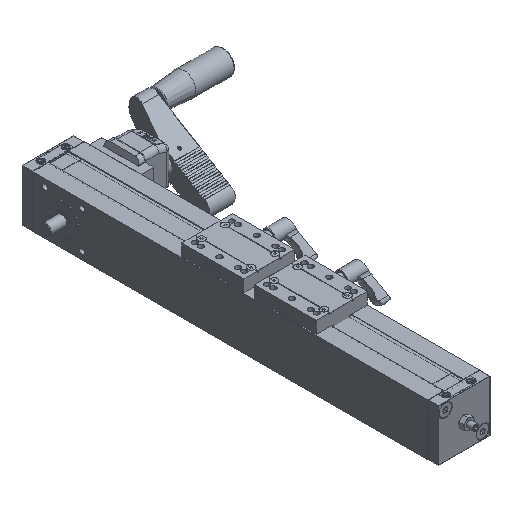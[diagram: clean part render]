
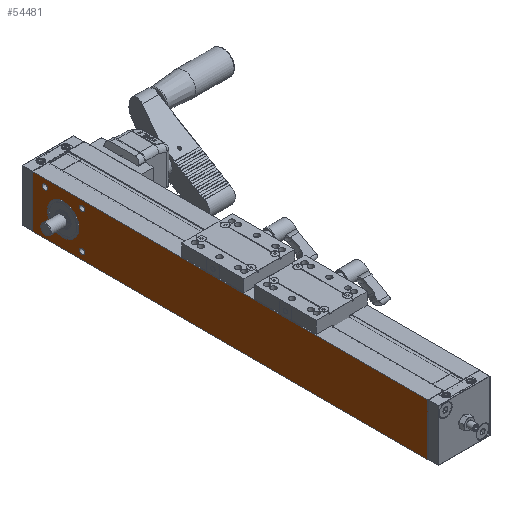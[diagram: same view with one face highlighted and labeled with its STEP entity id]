
A CAD part, isometric view. The second image highlights one B-rep face of the part: STEP entity #54481.
In plain terms, the highlighted planar face has unit normal (-1, 0, 0).
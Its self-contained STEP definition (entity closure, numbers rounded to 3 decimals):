
#671=LINE('',#74185,#5152);
#673=LINE('',#74189,#5154);
#675=LINE('',#74193,#5156);
#677=LINE('',#74197,#5158);
#5152=VECTOR('',#61632,1000.);
#5154=VECTOR('',#61636,1000.);
#5156=VECTOR('',#61640,1000.);
#5158=VECTOR('',#61644,1000.);
#10902=ORIENTED_EDGE('',*,*,#23003,.T.);
#10903=ORIENTED_EDGE('',*,*,#23242,.T.);
#10904=ORIENTED_EDGE('',*,*,#23241,.T.);
#10905=ORIENTED_EDGE('',*,*,#23240,.T.);
#10906=ORIENTED_EDGE('',*,*,#23239,.T.);
#10907=ORIENTED_EDGE('',*,*,#23238,.F.);
#10908=ORIENTED_EDGE('',*,*,#23236,.F.);
#10909=ORIENTED_EDGE('',*,*,#23234,.T.);
#10910=ORIENTED_EDGE('',*,*,#23232,.T.);
#23003=EDGE_CURVE('',#29290,#29290,#33472,.T.);
#23232=EDGE_CURVE('',#29463,#29462,#671,.T.);
#23234=EDGE_CURVE('',#29464,#29463,#673,.T.);
#23236=EDGE_CURVE('',#29464,#29465,#675,.T.);
#23238=EDGE_CURVE('',#29465,#29462,#677,.T.);
#23239=EDGE_CURVE('',#29466,#29466,#33528,.T.);
#23240=EDGE_CURVE('',#29467,#29467,#33529,.T.);
#23241=EDGE_CURVE('',#29468,#29468,#33530,.T.);
#23242=EDGE_CURVE('',#29469,#29469,#33531,.T.);
#29290=VERTEX_POINT('',#73681);
#29462=VERTEX_POINT('',#74184);
#29463=VERTEX_POINT('',#74186);
#29464=VERTEX_POINT('',#74190);
#29465=VERTEX_POINT('',#74194);
#29466=VERTEX_POINT('',#74200);
#29467=VERTEX_POINT('',#74203);
#29468=VERTEX_POINT('',#74206);
#29469=VERTEX_POINT('',#74209);
#33472=CIRCLE('',#57056,2.459);
#33528=CIRCLE('',#57251,15.);
#33529=CIRCLE('',#57253,2.459);
#33530=CIRCLE('',#57255,2.459);
#33531=CIRCLE('',#57257,2.459);
#34927=EDGE_LOOP('',(#10902));
#34928=EDGE_LOOP('',(#10903));
#34929=EDGE_LOOP('',(#10904));
#34930=EDGE_LOOP('',(#10905));
#34931=EDGE_LOOP('',(#10906));
#34932=EDGE_LOOP('',(#10907,#10908,#10909,#10910));
#38122=FACE_BOUND('',#34927,.T.);
#38123=FACE_BOUND('',#34928,.T.);
#38124=FACE_BOUND('',#34929,.T.);
#38125=FACE_BOUND('',#34930,.T.);
#38126=FACE_BOUND('',#34931,.T.);
#38127=FACE_BOUND('',#34932,.T.);
#41212=PLANE('',#57258);
#54481=ADVANCED_FACE('',(#38122,#38123,#38124,#38125,#38126,#38127),#41212,
 .F.);
#57056=AXIS2_PLACEMENT_3D('',#73680,#61109,#61110);
#57251=AXIS2_PLACEMENT_3D('',#74199,#61647,#61648);
#57253=AXIS2_PLACEMENT_3D('',#74202,#61651,#61652);
#57255=AXIS2_PLACEMENT_3D('',#74205,#61655,#61656);
#57257=AXIS2_PLACEMENT_3D('',#74208,#61659,#61660);
#57258=AXIS2_PLACEMENT_3D('',#74210,#61661,#61662);
#61109=DIRECTION('',(1.,0.,0.));
#61110=DIRECTION('',(0.,0.,-1.));
#61632=DIRECTION('',(0.,0.,1.));
#61636=DIRECTION('',(0.,-1.,0.));
#61640=DIRECTION('',(0.,0.,1.));
#61644=DIRECTION('',(0.,-1.,0.));
#61647=DIRECTION('',(1.,0.,0.));
#61648=DIRECTION('',(0.,-1.,0.));
#61651=DIRECTION('',(1.,0.,0.));
#61652=DIRECTION('',(0.,0.,1.));
#61655=DIRECTION('',(1.,0.,0.));
#61656=DIRECTION('',(0.,0.,1.));
#61659=DIRECTION('',(1.,0.,0.));
#61660=DIRECTION('',(0.,0.,-1.));
#61661=DIRECTION('',(1.,0.,0.));
#61662=DIRECTION('',(0.,0.,-1.));
#73680=CARTESIAN_POINT('',(-25.,134.,18.));
#73681=CARTESIAN_POINT('',(-25.,134.,15.542));
#74184=CARTESIAN_POINT('',(-25.,-200.,25.));
#74185=CARTESIAN_POINT('',(-25.,-200.,-25.));
#74186=CARTESIAN_POINT('',(-25.,-200.,-25.));
#74189=CARTESIAN_POINT('',(-25.,102.,-25.));
#74190=CARTESIAN_POINT('',(-25.,182.,-25.));
#74193=CARTESIAN_POINT('',(-25.,182.,-25.));
#74194=CARTESIAN_POINT('',(-25.,182.,25.));
#74197=CARTESIAN_POINT('',(-25.,101.937,25.));
#74199=CARTESIAN_POINT('',(-25.,152.,0.));
#74200=CARTESIAN_POINT('',(-25.,137.,0.));
#74202=CARTESIAN_POINT('',(-25.,170.,-18.));
#74203=CARTESIAN_POINT('',(-25.,170.,-15.542));
#74205=CARTESIAN_POINT('',(-25.,170.,18.));
#74206=CARTESIAN_POINT('',(-25.,170.,20.459));
#74208=CARTESIAN_POINT('',(-25.,134.,-18.));
#74209=CARTESIAN_POINT('',(-25.,134.,-20.459));
#74210=CARTESIAN_POINT('',(-25.,102.,-25.));
